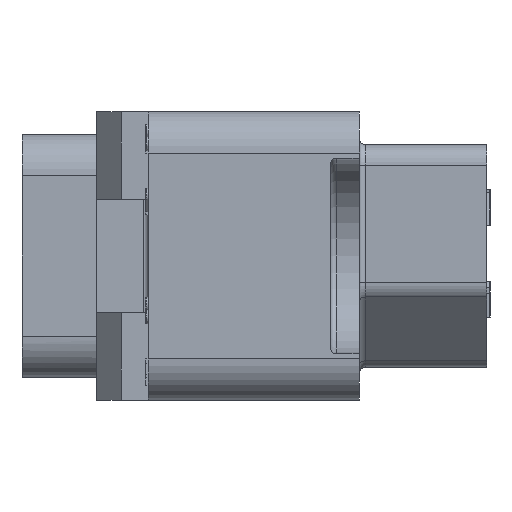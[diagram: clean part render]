
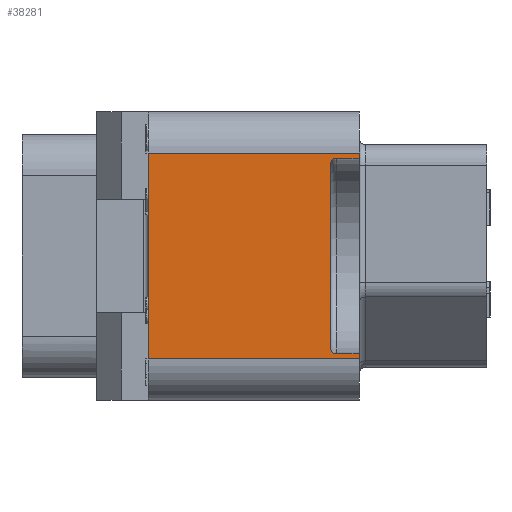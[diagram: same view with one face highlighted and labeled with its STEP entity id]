
A CAD part, left-side view. The second image highlights one B-rep face of the part: STEP entity #38281.
In plain terms, the highlighted planar face has unit normal (-1, 0, 0).
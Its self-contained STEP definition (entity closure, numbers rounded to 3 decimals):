
#851=DIRECTION('',(0.,0.,-1.));
#852=VECTOR('',#851,10.);
#853=CARTESIAN_POINT('',(-40.,10.25,5.));
#854=LINE('',#853,#852);
#1392=DIRECTION('',(0.,-1.,0.));
#1393=VECTOR('',#1392,10.25);
#1394=CARTESIAN_POINT('',(-40.,10.25,5.));
#1395=LINE('',#1394,#1393);
#1720=DIRECTION('',(0.,1.,0.));
#1721=VECTOR('',#1720,10.25);
#1722=CARTESIAN_POINT('',(-40.,0.,-5.));
#1723=LINE('',#1722,#1721);
#1729=DIRECTION('',(0.,0.,1.));
#1730=VECTOR('',#1729,8.9);
#1731=CARTESIAN_POINT('',(-40.,1.4,-4.45));
#1732=LINE('',#1731,#1730);
#1733=DIRECTION('',(0.,1.,0.));
#1734=VECTOR('',#1733,1.1);
#1735=CARTESIAN_POINT('',(-40.,0.,-4.75));
#1736=LINE('',#1735,#1734);
#1737=DIRECTION('',(0.,0.,-1.));
#1738=VECTOR('',#1737,0.25);
#1739=CARTESIAN_POINT('',(-40.,0.,-4.75));
#1740=LINE('',#1739,#1738);
#1741=DIRECTION('',(0.,0.,-1.));
#1742=VECTOR('',#1741,0.25);
#1743=CARTESIAN_POINT('',(-40.,0.,5.));
#1744=LINE('',#1743,#1742);
#1745=DIRECTION('',(0.,1.,0.));
#1746=VECTOR('',#1745,1.1);
#1747=CARTESIAN_POINT('',(-40.,0.,4.75));
#1748=LINE('',#1747,#1746);
#1772=CARTESIAN_POINT('',(-40.,1.1,-4.45));
#1773=DIRECTION('',(1.,0.,0.));
#1774=DIRECTION('',(0.,0.,-1.));
#1775=AXIS2_PLACEMENT_3D('',#1772,#1773,#1774);
#1796=CARTESIAN_POINT('',(-40.,1.1,4.45));
#1797=DIRECTION('',(1.,0.,0.));
#1798=DIRECTION('',(0.,1.,0.));
#1799=AXIS2_PLACEMENT_3D('',#1796,#1797,#1798);
#30111=CARTESIAN_POINT('',(-40.,0.,5.));
#30112=VERTEX_POINT('',#30111);
#30113=CARTESIAN_POINT('',(-40.,10.25,5.));
#30114=VERTEX_POINT('',#30113);
#30119=CARTESIAN_POINT('',(-40.,10.25,-5.));
#30120=VERTEX_POINT('',#30119);
#30121=CARTESIAN_POINT('',(-40.,0.,-5.));
#30122=VERTEX_POINT('',#30121);
#30131=CARTESIAN_POINT('',(-40.,0.,-4.75));
#30133=VERTEX_POINT('',#30131);
#30137=CARTESIAN_POINT('',(-40.,0.,4.75));
#30138=VERTEX_POINT('',#30137);
#30348=CARTESIAN_POINT('',(-40.,1.4,-4.45));
#30350=VERTEX_POINT('',#30348);
#30352=CARTESIAN_POINT('',(-40.,1.1,-4.75));
#30354=VERTEX_POINT('',#30352);
#30359=CARTESIAN_POINT('',(-40.,1.4,4.45));
#30360=VERTEX_POINT('',#30359);
#30361=CARTESIAN_POINT('',(-40.,1.1,4.75));
#30362=VERTEX_POINT('',#30361);
#38259=CARTESIAN_POINT('',(-40.,0.,7.));
#38260=DIRECTION('',(-1.,0.,0.));
#38261=DIRECTION('',(0.,1.,0.));
#38262=AXIS2_PLACEMENT_3D('',#38259,#38260,#38261);
#38263=PLANE('',#38262);
#38265=ORIENTED_EDGE('',*,*,#38264,.F.);
#38267=ORIENTED_EDGE('',*,*,#38266,.F.);
#38269=ORIENTED_EDGE('',*,*,#38268,.F.);
#38270=ORIENTED_EDGE('',*,*,#37787,.T.);
#38271=ORIENTED_EDGE('',*,*,#38253,.T.);
#38272=ORIENTED_EDGE('',*,*,#37458,.F.);
#38273=ORIENTED_EDGE('',*,*,#37764,.T.);
#38274=ORIENTED_EDGE('',*,*,#37795,.T.);
#38276=ORIENTED_EDGE('',*,*,#38275,.T.);
#38278=ORIENTED_EDGE('',*,*,#38277,.F.);
#38279=EDGE_LOOP('',(#38265,#38267,#38269,#38270,#38271,#38272,#38273,#38274,
#38276,#38278));
#38280=FACE_OUTER_BOUND('',#38279,.F.);
#38281=ADVANCED_FACE('',(#38280),#38263,.T.);
#1776=CIRCLE('',#1775,0.3);
#1800=CIRCLE('',#1799,0.3);
#37458=EDGE_CURVE('',#30114,#30120,#854,.T.);
#37764=EDGE_CURVE('',#30114,#30112,#1395,.T.);
#37787=EDGE_CURVE('',#30133,#30122,#1740,.T.);
#37795=EDGE_CURVE('',#30112,#30138,#1744,.T.);
#38253=EDGE_CURVE('',#30122,#30120,#1723,.T.);
#38264=EDGE_CURVE('',#30350,#30360,#1732,.T.);
#38266=EDGE_CURVE('',#30354,#30350,#1776,.T.);
#38268=EDGE_CURVE('',#30133,#30354,#1736,.T.);
#38275=EDGE_CURVE('',#30138,#30362,#1748,.T.);
#38277=EDGE_CURVE('',#30360,#30362,#1800,.T.);
